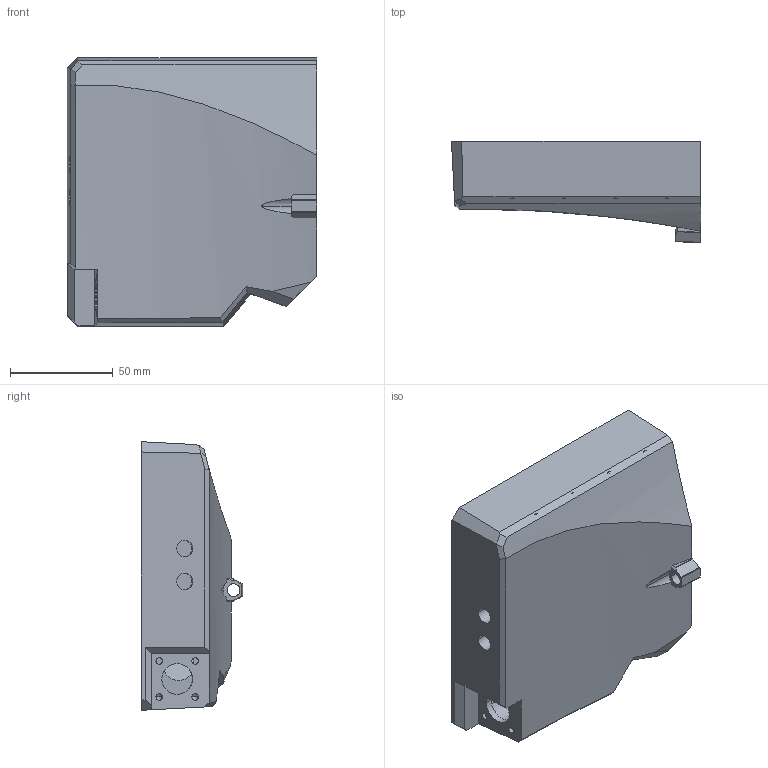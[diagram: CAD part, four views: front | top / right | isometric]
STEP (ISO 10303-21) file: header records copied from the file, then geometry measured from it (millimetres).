
FILE_DESCRIPTION (( 'STEP AP214' ), '1' );
FILE_NAME ('SymétrieALTI_MOUL_02_carter_elecV1.4U.STEP', '2020-12-14T14:56:50', ( '' ), ( '' ), 'SwSTEP 2.0', 'SolidWorks 2020', '' );
FILE_SCHEMA (( 'AUTOMOTIVE_DESIGN' ));
Length unit declared in the file: millimetre
Products named in the file (1): SymétrieALTI_MOUL_02_carter_elecV1.4U
Bounding box: 121.25 x 49.45 x 130.73 mm (x, y, z)
Volume: 204928 mm3; surface area: 74071.1 mm2
Topology: 1 solids, 2 shells, 357 faces, 943 edges, 567 vertices
Faces by surface type: cylinder 148, plane 101, cone 54, bspline 32, torus 18, sphere 4
Entity records: 12837 total; most frequent: CARTESIAN_POINT 3888, ORIENTED_EDGE 1784, DIRECTION 1752, EDGE_CURVE 892, AXIS2_PLACEMENT_3D 658, VERTEX_POINT 566, LINE 436, VECTOR 436
